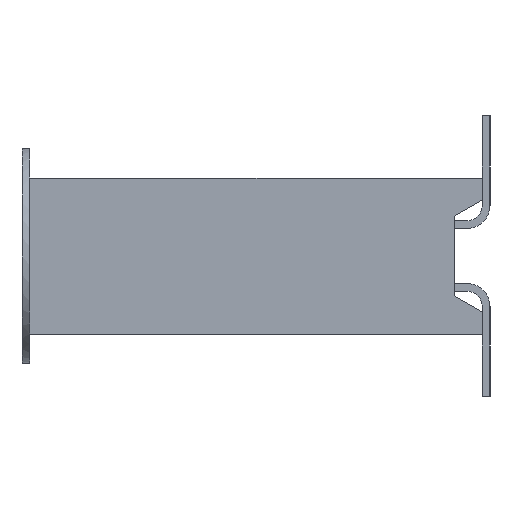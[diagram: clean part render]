
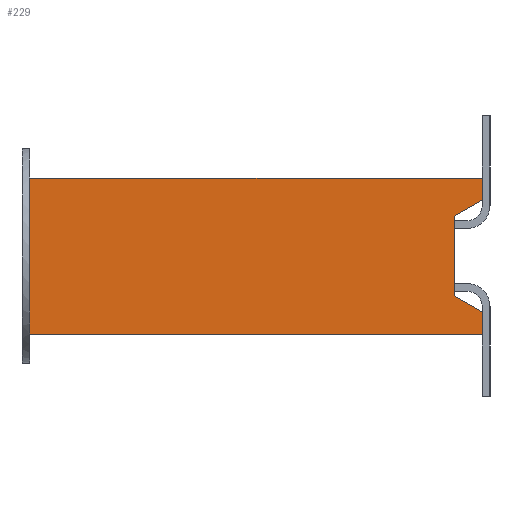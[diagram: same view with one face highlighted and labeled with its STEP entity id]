
A CAD part, left-side view. The second image highlights one B-rep face of the part: STEP entity #229.
In plain terms, the highlighted planar face has unit normal (-1, 0, 0).
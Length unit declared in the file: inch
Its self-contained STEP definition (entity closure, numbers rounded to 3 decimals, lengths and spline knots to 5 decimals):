
#229 = ADVANCED_FACE( '', ( #914 ), #915, .F. );
#914 = FACE_OUTER_BOUND( '', #2170, .T. );
#915 = PLANE( '', #2171 );
#2170 = EDGE_LOOP( '', ( #3982, #3983, #3984, #3985, #3986, #3987, #3988, #3989 ) );
#2171 = AXIS2_PLACEMENT_3D( '', #3990, #3991, #3992 );
#3982 = ORIENTED_EDGE( '', *, *, #9091, .F. );
#3983 = ORIENTED_EDGE( '', *, *, #9092, .T. );
#3984 = ORIENTED_EDGE( '', *, *, #8979, .F. );
#3985 = ORIENTED_EDGE( '', *, *, #8779, .F. );
#3986 = ORIENTED_EDGE( '', *, *, #9093, .T. );
#3987 = ORIENTED_EDGE( '', *, *, #9094, .T. );
#3988 = ORIENTED_EDGE( '', *, *, #9095, .F. );
#3989 = ORIENTED_EDGE( '', *, *, #9096, .F. );
#3990 = CARTESIAN_POINT( '', ( -0.7, 0.29, -0.05 ) );
#3991 = DIRECTION( '', ( 1., 0., 0. ) );
#3992 = DIRECTION( '', ( 0., 0., -1. ) );
#8779 = EDGE_CURVE( '', #10717, #10704, #10719, .T. );
#8979 = EDGE_CURVE( '', #10704, #11039, #11040, .T. );
#9091 = EDGE_CURVE( '', #11262, #11263, #11264, .T. );
#9092 = EDGE_CURVE( '', #11262, #11039, #11265, .T. );
#9093 = EDGE_CURVE( '', #10717, #11266, #11267, .T. );
#9094 = EDGE_CURVE( '', #11266, #11268, #11269, .T. );
#9095 = EDGE_CURVE( '', #11270, #11268, #11271, .T. );
#9096 = EDGE_CURVE( '', #11263, #11270, #11272, .T. );
#10704 = VERTEX_POINT( '', #13792 );
#10717 = VERTEX_POINT( '', #13809 );
#10719 = LINE( '', #13812, #13813 );
#11039 = VERTEX_POINT( '', #14332 );
#11040 = LINE( '', #14333, #14334 );
#11262 = VERTEX_POINT( '', #14667 );
#11263 = VERTEX_POINT( '', #14668 );
#11264 = LINE( '', #14669, #14670 );
#11265 = LINE( '', #14671, #14672 );
#11266 = VERTEX_POINT( '', #14673 );
#11267 = LINE( '', #14674, #14675 );
#11268 = VERTEX_POINT( '', #14676 );
#11269 = LINE( '', #14677, #14678 );
#11270 = VERTEX_POINT( '', #14679 );
#11271 = LINE( '', #14680, #14681 );
#11272 = LINE( '', #14682, #14683 );
#13792 = CARTESIAN_POINT( '', ( -0.7, 0.29, 0.05 ) );
#13809 = CARTESIAN_POINT( '', ( -0.7, 0.29, -0.05 ) );
#13812 = CARTESIAN_POINT( '', ( -0.7, 0.29, -0.05 ) );
#13813 = VECTOR( '', #18290, 39.37008 );
#14332 = CARTESIAN_POINT( '', ( -0.7, 0., 0.05 ) );
#14333 = CARTESIAN_POINT( '', ( -0.7, 0.29, 0.05 ) );
#14334 = VECTOR( '', #18490, 39.37008 );
#14667 = CARTESIAN_POINT( '', ( -0.7, 0., 0.036 ) );
#14668 = CARTESIAN_POINT( '', ( -0.7, 0.018, 0.02561 ) );
#14669 = CARTESIAN_POINT( '', ( -0.7, 0.25474, -0.11107 ) );
#14670 = VECTOR( '', #18602, 39.37008 );
#14671 = CARTESIAN_POINT( '', ( -0.7, 0., -0.05 ) );
#14672 = VECTOR( '', #18603, 39.37008 );
#14673 = CARTESIAN_POINT( '', ( -0.7, 0., -0.05 ) );
#14674 = CARTESIAN_POINT( '', ( -0.7, 0.29, -0.05 ) );
#14675 = VECTOR( '', #18604, 39.37008 );
#14676 = CARTESIAN_POINT( '', ( -0.7, 0., -0.036 ) );
#14677 = CARTESIAN_POINT( '', ( -0.7, 0., -0.05 ) );
#14678 = VECTOR( '', #18605, 39.37008 );
#14679 = CARTESIAN_POINT( '', ( -0.7, 0.018, -0.02561 ) );
#14680 = CARTESIAN_POINT( '', ( -0.7, 0.21144, 0.08607 ) );
#14681 = VECTOR( '', #18606, 39.37008 );
#14682 = CARTESIAN_POINT( '', ( -0.7, 0.018, -0.05 ) );
#14683 = VECTOR( '', #18607, 39.37008 );
#18290 = DIRECTION( '', ( 0., 0., 1. ) );
#18490 = DIRECTION( '', ( 0., -1., 0. ) );
#18602 = DIRECTION( '', ( 0., 0.866, -0.5 ) );
#18603 = DIRECTION( '', ( 0., 0., 1. ) );
#18604 = DIRECTION( '', ( 0., -1., 0. ) );
#18605 = DIRECTION( '', ( 0., 0., 1. ) );
#18606 = DIRECTION( '', ( 0., -0.866, -0.5 ) );
#18607 = DIRECTION( '', ( 0., 0., -1. ) );
